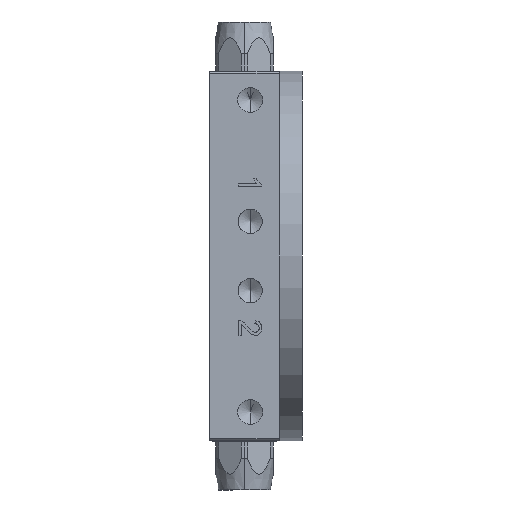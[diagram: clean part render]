
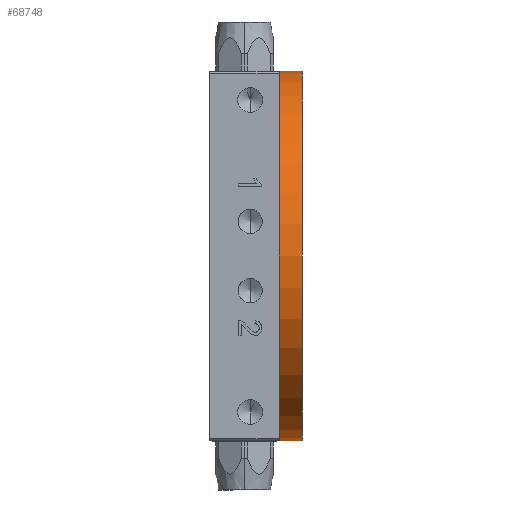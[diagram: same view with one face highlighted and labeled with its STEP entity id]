
A CAD part, left-side view. The second image highlights one B-rep face of the part: STEP entity #68748.
In plain terms, the highlighted cylindrical face has radius 32 mm (diameter 64 mm), a partial arc.
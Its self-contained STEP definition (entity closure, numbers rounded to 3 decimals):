
#626 = CARTESIAN_POINT ( 'NONE',  ( 0., 0., -32. ) ) ;
#905 = DIRECTION ( 'NONE',  ( 0., 0., 1. ) ) ;
#2466 = CARTESIAN_POINT ( 'NONE',  ( -0.26, 3.945, 31.999 ) ) ;
#3147 = VECTOR ( 'NONE', #3988, 1000. ) ;
#3399 = CARTESIAN_POINT ( 'NONE',  ( -0.443, 0.74, 31.997 ) ) ;
#3460 = DIRECTION ( 'NONE',  ( 0., 0., 1. ) ) ;
#3762 = ORIENTED_EDGE ( 'NONE', *, *, #9297, .T. ) ;
#3988 = DIRECTION ( 'NONE',  ( 0., 1., 0. ) ) ;
#4021 = AXIS2_PLACEMENT_3D ( 'NONE', #8684, #41102, #3460 ) ;
#7869 = CARTESIAN_POINT ( 'NONE',  ( 0., 4., 32. ) ) ;
#8233 = EDGE_CURVE ( 'NONE', #37301, #48205, #26247, .T. ) ;
#8684 = CARTESIAN_POINT ( 'NONE',  ( 0., 14.761, 0. ) ) ;
#8854 = CARTESIAN_POINT ( 'NONE',  ( -0.496, 1., 31.996 ) ) ;
#8950 = VERTEX_POINT ( 'NONE', #31117 ) ;
#9297 = EDGE_CURVE ( 'NONE', #8950, #27117, #31939, .T. ) ;
#9877 = CARTESIAN_POINT ( 'NONE',  ( 0., 0.5, 32. ) ) ;
#13085 = EDGE_CURVE ( 'NONE', #43912, #8950, #36106, .T. ) ;
#14694 = AXIS2_PLACEMENT_3D ( 'NONE', #60214, #27965, #65709 ) ;
#15928 = CARTESIAN_POINT ( 'NONE',  ( -0.496, 3.5, 31.996 ) ) ;
#16733 = AXIS2_PLACEMENT_3D ( 'NONE', #65581, #33260, #905 ) ;
#17895 = CARTESIAN_POINT ( 'NONE',  ( -0.496, 14.761, 31.996 ) ) ;
#18590 = VERTEX_POINT ( 'NONE', #52631 ) ;
#20730 = ORIENTED_EDGE ( 'NONE', *, *, #68531, .F. ) ;
#21005 = ORIENTED_EDGE ( 'NONE', *, *, #26723, .F. ) ;
#22616 = VERTEX_POINT ( 'NONE', #39282 ) ;
#23117 = DIRECTION ( 'NONE',  ( 0., 1., 0. ) ) ;
#25624 = ORIENTED_EDGE ( 'NONE', *, *, #13085, .T. ) ;
#26247 = LINE ( 'NONE', #17895, #54912 ) ;
#26362 = CARTESIAN_POINT ( 'NONE',  ( -32., 4., 0. ) ) ;
#26723 = EDGE_CURVE ( 'NONE', #18590, #53771, #69251, .T. ) ;
#27117 = VERTEX_POINT ( 'NONE', #9877 ) ;
#27965 = DIRECTION ( 'NONE',  ( 0., 1., 0. ) ) ;
#28298 = ORIENTED_EDGE ( 'NONE', *, *, #8233, .T. ) ;
#29414 = CARTESIAN_POINT ( 'NONE',  ( -0.496, 3.5, 31.996 ) ) ;
#30147 = CARTESIAN_POINT ( 'NONE',  ( 0., 0.5, 32. ) ) ;
#31117 = CARTESIAN_POINT ( 'NONE',  ( 0., 0., 32. ) ) ;
#31440 = CARTESIAN_POINT ( 'NONE',  ( 0., 4., 0. ) ) ;
#31862 = EDGE_CURVE ( 'NONE', #48205, #22616, #57289, .T. ) ;
#31939 = LINE ( 'NONE', #36401, #3147 ) ;
#33260 = DIRECTION ( 'NONE',  ( 0., 1., 0. ) ) ;
#34829 = CARTESIAN_POINT ( 'NONE',  ( -0.443, 3.76, 31.997 ) ) ;
#35124 = LINE ( 'NONE', #45097, #49436 ) ;
#35574 = CARTESIAN_POINT ( 'NONE',  ( -0.131, 0.5, 32. ) ) ;
#35812 = CARTESIAN_POINT ( 'NONE',  ( -0.26, 0.555, 31.999 ) ) ;
#36106 = CIRCLE ( 'NONE', #14694, 32. ) ;
#36401 = CARTESIAN_POINT ( 'NONE',  ( 0., 14.761, 32. ) ) ;
#36910 = DIRECTION ( 'NONE',  ( 0., 0., 1. ) ) ;
#37301 = VERTEX_POINT ( 'NONE', #46337 ) ;
#38222 = ORIENTED_EDGE ( 'NONE', *, *, #54456, .F. ) ;
#39282 = CARTESIAN_POINT ( 'NONE',  ( 0., 4., 32. ) ) ;
#40246 = ORIENTED_EDGE ( 'NONE', *, *, #31862, .T. ) ;
#40291 = CARTESIAN_POINT ( 'NONE',  ( -0.131, 4., 32. ) ) ;
#41102 = DIRECTION ( 'NONE',  ( 0., 1., 0. ) ) ;
#41269 = CARTESIAN_POINT ( 'NONE',  ( -0.496, 0.87, 31.996 ) ) ;
#43912 = VERTEX_POINT ( 'NONE', #626 ) ;
#45097 = CARTESIAN_POINT ( 'NONE',  ( 0., 14.761, -32. ) ) ;
#46133 = CIRCLE ( 'NONE', #57382, 32. ) ;
#46337 = CARTESIAN_POINT ( 'NONE',  ( -0.496, 1., 31.996 ) ) ;
#46698 = EDGE_LOOP ( 'NONE', ( #38222, #25624, #3762, #59416, #28298, #40246, #20730, #21005 ) ) ;
#47754 = CYLINDRICAL_SURFACE ( 'NONE', #4021, 32. ) ;
#48205 = VERTEX_POINT ( 'NONE', #15928 ) ;
#49436 = VECTOR ( 'NONE', #55921, 1000. ) ;
#51921 = B_SPLINE_CURVE_WITH_KNOTS ( 'NONE', 3,
 ( #30147, #35574, #35812, #3399, #41269, #8854 ),
 .UNSPECIFIED., .F., .F.,
 ( 4, 2, 4 ),
 ( 0.001, 0.001, 0.002 ),
 .UNSPECIFIED. ) ;
#52631 = CARTESIAN_POINT ( 'NONE',  ( 0., 4., -32. ) ) ;
#53771 = VERTEX_POINT ( 'NONE', #26362 ) ;
#54456 = EDGE_CURVE ( 'NONE', #43912, #18590, #35124, .T. ) ;
#54912 = VECTOR ( 'NONE', #23117, 1000. ) ;
#55921 = DIRECTION ( 'NONE',  ( 0., 1., 0. ) ) ;
#57289 = B_SPLINE_CURVE_WITH_KNOTS ( 'NONE', 3,
 ( #29414, #61662, #34829, #2466, #40291, #7869 ),
 .UNSPECIFIED., .F., .F.,
 ( 4, 2, 4 ),
 ( 0., 0., 0.001 ),
 .UNSPECIFIED. ) ;
#57382 = AXIS2_PLACEMENT_3D ( 'NONE', #31440, #69156, #36910 ) ;
#59416 = ORIENTED_EDGE ( 'NONE', *, *, #59518, .T. ) ;
#59518 = EDGE_CURVE ( 'NONE', #27117, #37301, #51921, .T. ) ;
#60214 = CARTESIAN_POINT ( 'NONE',  ( 0., 0., 0. ) ) ;
#61662 = CARTESIAN_POINT ( 'NONE',  ( -0.496, 3.63, 31.996 ) ) ;
#65581 = CARTESIAN_POINT ( 'NONE',  ( 0., 4., 0. ) ) ;
#65709 = DIRECTION ( 'NONE',  ( 0., 0., 1. ) ) ;
#68531 = EDGE_CURVE ( 'NONE', #53771, #22616, #46133, .T. ) ;
#68748 = ADVANCED_FACE ( 'NONE', ( #68880 ), #47754, .T. ) ;
#68880 = FACE_OUTER_BOUND ( 'NONE', #46698, .T. ) ;
#69156 = DIRECTION ( 'NONE',  ( 0., 1., 0. ) ) ;
#69251 = CIRCLE ( 'NONE', #16733, 32. ) ;
